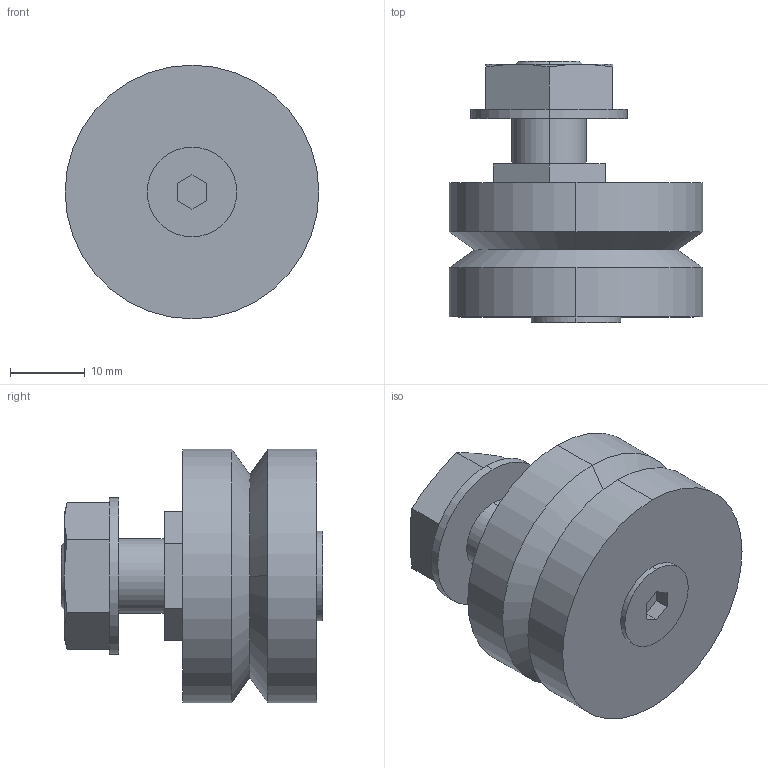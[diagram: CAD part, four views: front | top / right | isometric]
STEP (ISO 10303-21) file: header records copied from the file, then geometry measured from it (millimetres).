
FILE_DESCRIPTION (( 'STEP AP203' ), '1' );
FILE_NAME ('HEPCO_RSJ34DE_Un_sldprt.STEP', '2018-04-10T07:32:17', ( '' ), ( '' ), 'SwSTEP 2.0', 'SolidWorks 2017', '' );
FILE_SCHEMA (( 'CONFIG_CONTROL_DESIGN' ));
Length unit declared in the file: millimetre
Products named in the file (1): HEPCO_RSJ34DE_Un_sldprt
Bounding box: 34 x 35.1 x 34 mm (x, y, z)
Volume: 18506.9 mm3; surface area: 5379.6 mm2
Topology: 1 solids, 1 shells, 50 faces, 114 edges, 73 vertices
Faces by surface type: plane 27, cone 13, cylinder 10
Entity records: 1492 total; most frequent: CARTESIAN_POINT 274, DIRECTION 241, ORIENTED_EDGE 228, EDGE_CURVE 114, AXIS2_PLACEMENT_3D 88, VERTEX_POINT 73, VECTOR 65, LINE 65
